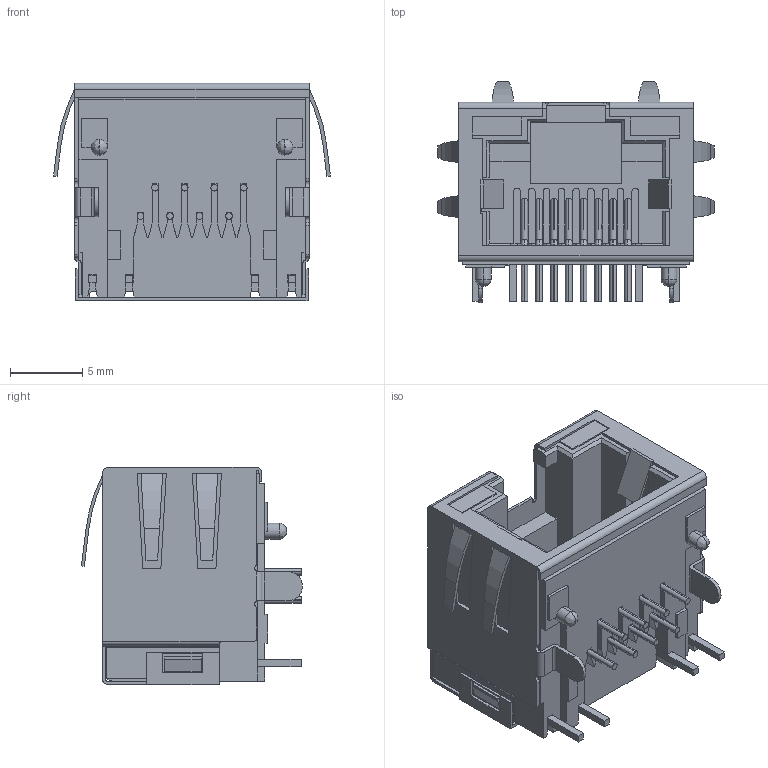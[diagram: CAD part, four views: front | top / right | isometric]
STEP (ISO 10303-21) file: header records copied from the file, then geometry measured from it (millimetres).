
FILE_DESCRIPTION((''),'2;1');
FILE_NAME('DGKYD60S1188GWA6DY0001_ASM','2019-10-31T17:21:37',('Administrator'),(''),'CREO PARAMETRIC BY PTC INC, 2018400','CREO PARAMETRIC BY PTC INC, 2018400','');
FILE_SCHEMA(('CONFIG_CONTROL_DESIGN'));
Length unit declared in the file: millimetre
Products named in the file (13): MSBR10; MSBR5; MSBR8; MSBR4; MSBR9; MSBR7; MSBR1; MSBR3; MSBR6; ADMI94BD7U1G_1; ADMI94BD7U1G_ASM; T; DGKYD60S1188GWA6DY0001_ASM
Assembly tree (15 placements, depth 3):
  DGKYD60S1188GWA6DY0001_ASM
    ADMI94BD7U1G_ASM
      MSBR10
      MSBR5
      MSBR8
      MSBR4
      MSBR9
      MSBR7
      MSBR1
      MSBR3
      MSBR6
      ADMI94BD7U1G_1
    T  x4
Bounding box: 19.1 x 15.25 x 15 mm (x, y, z)
Volume: 1337.1 mm3; surface area: 3807.8 mm2
Topology: 14 solids, 14 shells, 914 faces, 2559 edges, 1659 vertices
Faces by surface type: plane 587, cylinder 259, torus 64, bspline 4
Entity records: 29438 total; most frequent: CARTESIAN_POINT 5598, ORIENTED_EDGE 5046, DIRECTION 4869, EDGE_CURVE 2523, VECTOR 1837, LINE 1837, VERTEX_POINT 1635, AXIS2_PLACEMENT_3D 1516
